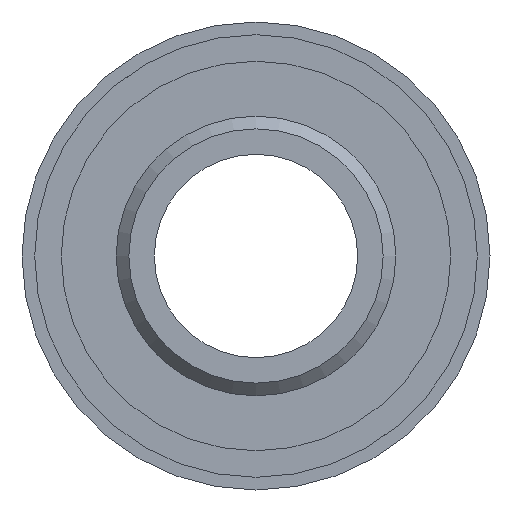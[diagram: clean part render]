
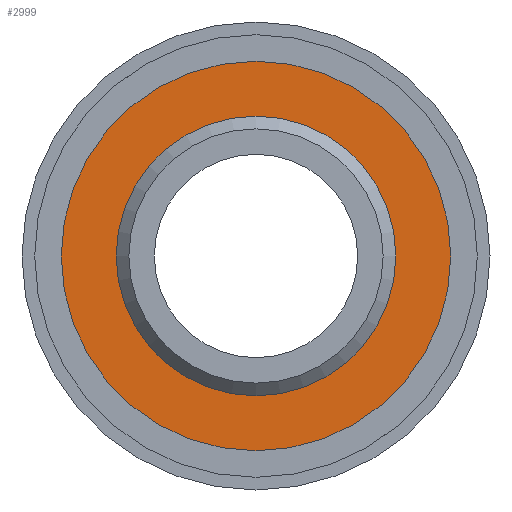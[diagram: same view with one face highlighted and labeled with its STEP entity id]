
A CAD part, front view. The second image highlights one B-rep face of the part: STEP entity #2999.
In plain terms, the highlighted planar face has unit normal (0, -1, 0).
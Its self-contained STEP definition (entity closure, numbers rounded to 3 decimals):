
#179=FACE_BOUND('',#372,.T.);
#186=PLANE('',#3192);
#198=FACE_OUTER_BOUND('',#371,.T.);
#371=EDGE_LOOP('',(#2034));
#372=EDGE_LOOP('',(#2035));
#871=CIRCLE('',#3183,5.5);
#876=CIRCLE('',#3193,7.659);
#1197=VERTEX_POINT('',#4845);
#1202=VERTEX_POINT('',#4864);
#1525=EDGE_CURVE('',#1197,#1197,#871,.F.);
#1533=EDGE_CURVE('',#1202,#1202,#876,.F.);
#2034=ORIENTED_EDGE('',*,*,#1533,.T.);
#2035=ORIENTED_EDGE('',*,*,#1525,.T.);
#2999=ADVANCED_FACE('',(#198,#179),#186,.F.);
#3183=AXIS2_PLACEMENT_3D('',#4847,#3690,#3691);
#3192=AXIS2_PLACEMENT_3D('',#4863,#3711,#3712);
#3193=AXIS2_PLACEMENT_3D('',#4865,#3713,#3714);
#3690=DIRECTION('center_axis',(0.,-1.,0.));
#3691=DIRECTION('ref_axis',(1.,0.,0.));
#3711=DIRECTION('center_axis',(0.,1.,0.));
#3712=DIRECTION('ref_axis',(1.,0.,0.));
#3713=DIRECTION('center_axis',(0.,1.,0.));
#3714=DIRECTION('ref_axis',(1.,0.,0.));
#4845=CARTESIAN_POINT('',(-5.5,0.,0.));
#4847=CARTESIAN_POINT('Origin',(0.,0.,0.));
#4863=CARTESIAN_POINT('Origin',(0.,0.,0.001));
#4864=CARTESIAN_POINT('',(-7.659,0.,0.));
#4865=CARTESIAN_POINT('Origin',(0.,0.,0.));
